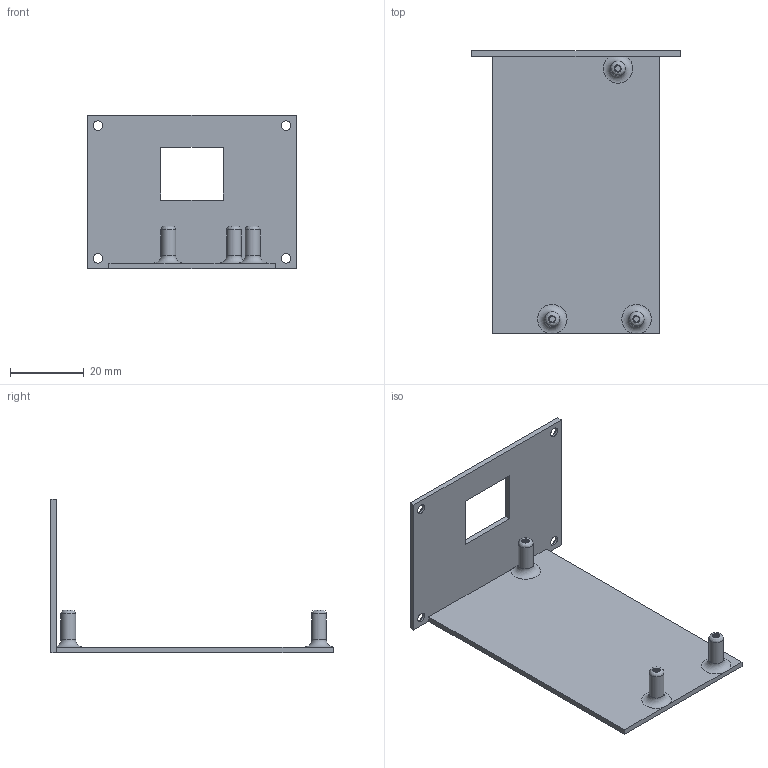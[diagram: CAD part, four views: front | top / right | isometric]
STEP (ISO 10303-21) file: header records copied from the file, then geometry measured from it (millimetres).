
FILE_DESCRIPTION(/* description */ ('','CAx-IF Rec.Pracs.---Representation and Presentation of Product Manufacturing Information (PMI)---4.0---2014-10-13'),/* implementation_level */ '2;1');
FILE_NAME(/* name */ 'Rear_Extension_Olimex_Slider.step',/* time_stamp */ '2025-01-09T19:59:30-05:00',/* author */ (''),/* organization */ (''),/* preprocessor_version */ 'ST-DEVELOPER v20',/* originating_system */ 'Autodesk Translation Framework v13.20.0.188',/* authorisation */ '');
FILE_SCHEMA (('AP242_MANAGED_MODEL_BASED_3D_ENGINEERING_MIM_LF { 1 0 10303 442 1 1 4 }'));
Length unit declared in the file: millimetre
Products named in the file (1): Olimex Slider Insert
Bounding box: 56.5 x 76.5 x 41.5 mm (x, y, z)
Volume: 8497.3 mm3; surface area: 12177 mm2
Topology: 1 solids, 1 shells, 199 faces, 578 edges, 381 vertices
Faces by surface type: cylinder 163, plane 20, bspline 9, cone 4, torus 3
Full cylindrical faces by diameter (mm): 1.623 x36, 2.074 x21, 2.6 x4, 4 x3
Entity records: 15485 total; most frequent: CARTESIAN_POINT 10816, ORIENTED_EDGE 1156, DIRECTION 684, EDGE_CURVE 578, VERTEX_POINT 381, B_SPLINE_CURVE_WITH_KNOTS 327, AXIS2_PLACEMENT_3D 242, EDGE_LOOP 209
